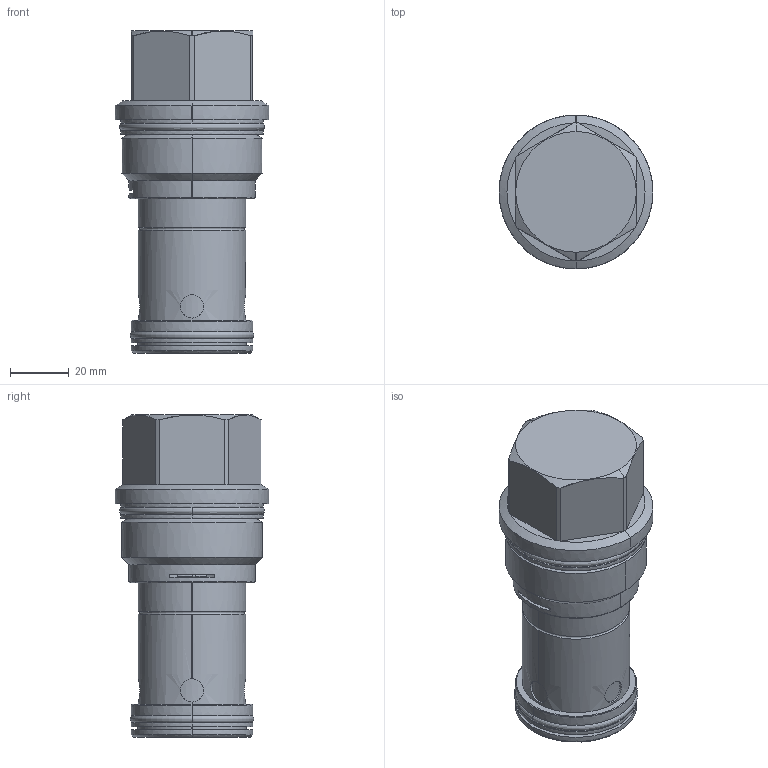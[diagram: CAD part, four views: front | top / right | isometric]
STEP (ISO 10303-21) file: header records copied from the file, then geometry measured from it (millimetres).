
FILE_DESCRIPTION((''),'2;1');
FILE_NAME('FXFAXAN_SW_PRT','2020-01-31T',('charlief'),(''),'PRO/ENGINEER BY PARAMETRIC TECHNOLOGY CORPORATION, 2016010','PRO/ENGINEER BY PARAMETRIC TECHNOLOGY CORPORATION, 2016010','');
FILE_SCHEMA(('CONFIG_CONTROL_DESIGN'));
Length unit declared in the file: inch
Products named in the file (1): FXFAXAN_SW_PRT
Bounding box: 52.3 x 52.3 x 109.55 mm (x, y, z)
Surface area: 28753 mm2 (no closed solid volume)
Topology: 0 solids, 0 shells, 152 faces, 718 edges, 704 vertices
Faces by surface type: bspline 130, torus 22
Entity records: 23523 total; most frequent: CARTESIAN_POINT 17284, DIRECTION 1014, TRIMMED_CURVE 789, DEFINITIONAL_REPRESENTATION 690, PCURVE 690, COMPOSITE_CURVE_SEGMENT 690, VECTOR 608, LINE 608
